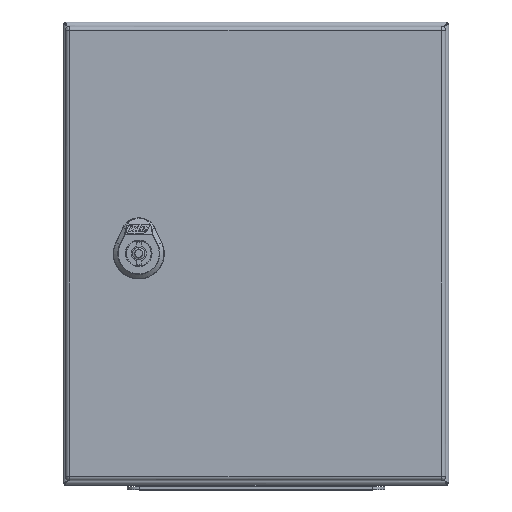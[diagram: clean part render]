
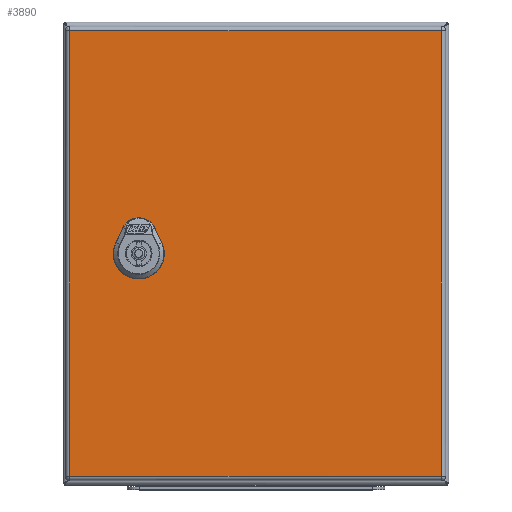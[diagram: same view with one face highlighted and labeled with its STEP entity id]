
A CAD part, top view. The second image highlights one B-rep face of the part: STEP entity #3890.
In plain terms, the highlighted face is planar.
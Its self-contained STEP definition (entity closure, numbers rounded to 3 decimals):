
#720=FACE_BOUND('',#6051,.T.);
#721=FACE_BOUND('',#6052,.T.);
#3890=ADVANCED_FACE('',(#720,#721),#4578,.F.);
#4578=PLANE('',#18153);
#6051=EDGE_LOOP('',(#9568,#9569,#9570,#9571,#9572,#9573,#9574,#9575));
#6052=EDGE_LOOP('',(#9576,#9577,#9578,#9579));
#6932=CIRCLE('',#18149,11.25);
#6933=CIRCLE('',#18150,11.25);
#6934=CIRCLE('',#18151,11.25);
#6935=CIRCLE('',#18152,11.25);
#9568=ORIENTED_EDGE('',*,*,#14164,.T.);
#9569=ORIENTED_EDGE('',*,*,#14165,.T.);
#9570=ORIENTED_EDGE('',*,*,#14166,.T.);
#9571=ORIENTED_EDGE('',*,*,#14167,.T.);
#9572=ORIENTED_EDGE('',*,*,#14168,.T.);
#9573=ORIENTED_EDGE('',*,*,#14169,.T.);
#9574=ORIENTED_EDGE('',*,*,#14170,.T.);
#9575=ORIENTED_EDGE('',*,*,#14171,.T.);
#9576=ORIENTED_EDGE('',*,*,#14172,.T.);
#9577=ORIENTED_EDGE('',*,*,#14173,.T.);
#9578=ORIENTED_EDGE('',*,*,#14174,.T.);
#9579=ORIENTED_EDGE('',*,*,#14175,.T.);
#12461=VERTEX_POINT('',#30020);
#12462=VERTEX_POINT('',#30021);
#12463=VERTEX_POINT('',#30023);
#12464=VERTEX_POINT('',#30025);
#12465=VERTEX_POINT('',#30027);
#12466=VERTEX_POINT('',#30029);
#12467=VERTEX_POINT('',#30031);
#12468=VERTEX_POINT('',#30033);
#12469=VERTEX_POINT('',#30036);
#12470=VERTEX_POINT('',#30037);
#12471=VERTEX_POINT('',#30039);
#12472=VERTEX_POINT('',#30041);
#14164=EDGE_CURVE('',#12461,#12462,#15783,.T.);
#14165=EDGE_CURVE('',#12462,#12463,#6932,.T.);
#14166=EDGE_CURVE('',#12463,#12464,#15784,.T.);
#14167=EDGE_CURVE('',#12464,#12465,#6933,.T.);
#14168=EDGE_CURVE('',#12465,#12466,#15785,.T.);
#14169=EDGE_CURVE('',#12466,#12467,#6934,.T.);
#14170=EDGE_CURVE('',#12467,#12468,#15786,.T.);
#14171=EDGE_CURVE('',#12468,#12461,#6935,.T.);
#14172=EDGE_CURVE('',#12469,#12470,#15787,.T.);
#14173=EDGE_CURVE('',#12470,#12471,#15788,.T.);
#14174=EDGE_CURVE('',#12471,#12472,#15789,.T.);
#14175=EDGE_CURVE('',#12472,#12469,#15790,.T.);
#15783=LINE('',#30019,#16901);
#15784=LINE('',#30024,#16902);
#15785=LINE('',#30028,#16903);
#15786=LINE('',#30032,#16904);
#15787=LINE('',#30035,#16905);
#15788=LINE('',#30038,#16906);
#15789=LINE('',#30040,#16907);
#15790=LINE('',#30042,#16908);
#16901=VECTOR('',#20693,1.);
#16902=VECTOR('',#20696,1.);
#16903=VECTOR('',#20699,1.);
#16904=VECTOR('',#20702,1.);
#16905=VECTOR('',#20705,1.);
#16906=VECTOR('',#20706,1.);
#16907=VECTOR('',#20707,1.);
#16908=VECTOR('',#20708,1.);
#18149=AXIS2_PLACEMENT_3D('',#30022,#20694,#20695);
#18150=AXIS2_PLACEMENT_3D('',#30026,#20697,#20698);
#18151=AXIS2_PLACEMENT_3D('',#30030,#20700,#20701);
#18152=AXIS2_PLACEMENT_3D('',#30034,#20703,#20704);
#18153=AXIS2_PLACEMENT_3D('',#30043,#20709,#20710);
#20693=DIRECTION('',(-1.,0.,0.));
#20694=DIRECTION('',(0.,0.,1.));
#20695=DIRECTION('',(1.,0.,0.));
#20696=DIRECTION('',(0.,-1.,0.));
#20697=DIRECTION('',(0.,0.,1.));
#20698=DIRECTION('',(1.,0.,0.));
#20699=DIRECTION('',(1.,0.,0.));
#20700=DIRECTION('',(0.,0.,1.));
#20701=DIRECTION('',(1.,0.,0.));
#20702=DIRECTION('',(0.,1.,0.));
#20703=DIRECTION('',(0.,0.,1.));
#20704=DIRECTION('',(1.,0.,0.));
#20705=DIRECTION('',(0.,1.,0.));
#20706=DIRECTION('',(1.,0.,0.));
#20707=DIRECTION('',(0.,-1.,0.));
#20708=DIRECTION('',(-1.,0.,0.));
#20709=DIRECTION('',(0.,0.,1.));
#20710=DIRECTION('',(1.,0.,0.));
#30019=CARTESIAN_POINT('',(-120.65,10.2,0.));
#30020=CARTESIAN_POINT('',(80.396,10.2,0.));
#30021=CARTESIAN_POINT('',(70.904,10.2,0.));
#30022=CARTESIAN_POINT('',(75.65,0.,0.));
#30023=CARTESIAN_POINT('',(65.45,4.746,0.));
#30024=CARTESIAN_POINT('',(65.45,-144.7,0.));
#30025=CARTESIAN_POINT('',(65.45,-4.746,0.));
#30026=CARTESIAN_POINT('',(75.65,0.,0.));
#30027=CARTESIAN_POINT('',(70.904,-10.2,0.));
#30028=CARTESIAN_POINT('',(-120.65,-10.2,0.));
#30029=CARTESIAN_POINT('',(80.396,-10.2,0.));
#30030=CARTESIAN_POINT('',(75.65,0.,0.));
#30031=CARTESIAN_POINT('',(85.85,-4.746,0.));
#30032=CARTESIAN_POINT('',(85.85,-144.7,0.));
#30033=CARTESIAN_POINT('',(85.85,4.746,0.));
#30034=CARTESIAN_POINT('',(75.65,0.,0.));
#30035=CARTESIAN_POINT('',(-120.35,-144.7,0.));
#30036=CARTESIAN_POINT('',(-120.35,-144.4,0.));
#30037=CARTESIAN_POINT('',(-120.35,144.4,0.));
#30038=CARTESIAN_POINT('',(-120.65,144.4,0.));
#30039=CARTESIAN_POINT('',(120.35,144.4,0.));
#30040=CARTESIAN_POINT('',(120.35,-144.7,0.));
#30041=CARTESIAN_POINT('',(120.35,-144.4,0.));
#30042=CARTESIAN_POINT('',(-120.65,-144.4,0.));
#30043=CARTESIAN_POINT('',(-120.65,-144.7,0.));
